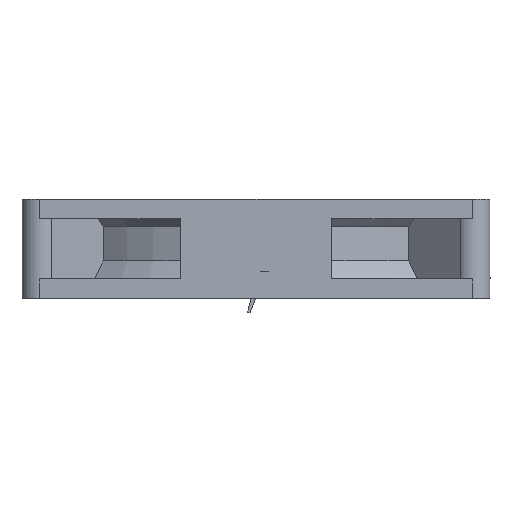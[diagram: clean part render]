
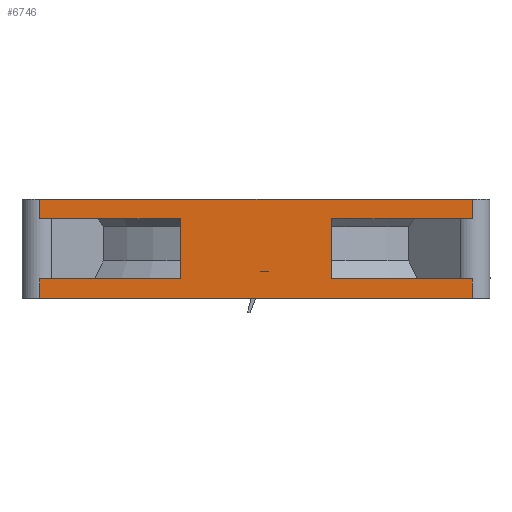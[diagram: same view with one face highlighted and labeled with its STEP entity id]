
A CAD part, front view. The second image highlights one B-rep face of the part: STEP entity #6746.
In plain terms, the highlighted planar face has unit normal (0, -1, 0).
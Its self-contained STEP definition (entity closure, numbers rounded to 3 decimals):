
#159 = VECTOR ( 'NONE', #28424, 1000. ) ;
#185 = VECTOR ( 'NONE', #28018, 1000. ) ;
#203 = VECTOR ( 'NONE', #27921, 1000. ) ;
#211 = VECTOR ( 'NONE', #27890, 1000. ) ;
#212 = VECTOR ( 'NONE', #27863, 1000. ) ;
#215 = VECTOR ( 'NONE', #27856, 1000. ) ;
#220 = VECTOR ( 'NONE', #27814, 1000. ) ;
#222 = VECTOR ( 'NONE', #27686, 1000. ) ;
#239 = VECTOR ( 'NONE', #14964, 1000. ) ;
#241 = VECTOR ( 'NONE', #14958, 1000. ) ;
#5594 = CARTESIAN_POINT ( 'NONE',  ( -55.5, -60., -5. ) ) ;
#5598 = CARTESIAN_POINT ( 'NONE',  ( 19.439, -60., -5. ) ) ;
#5605 = CARTESIAN_POINT ( 'NONE',  ( -55.5, -60., -20.4 ) ) ;
#5609 = CARTESIAN_POINT ( 'NONE',  ( 55.5, -60., -20.4 ) ) ;
#5616 = CARTESIAN_POINT ( 'NONE',  ( 55.5, -60., -5. ) ) ;
#5620 = CARTESIAN_POINT ( 'NONE',  ( 55.5, -60., -25.4 ) ) ;
#5638 = CARTESIAN_POINT ( 'NONE',  ( -55.5, -60., -25.4 ) ) ;
#5642 = CARTESIAN_POINT ( 'NONE',  ( -19.439, -60., -5. ) ) ;
#5648 = CARTESIAN_POINT ( 'NONE',  ( 55.5, -60., 0. ) ) ;
#5649 = CARTESIAN_POINT ( 'NONE',  ( -55.5, -60., 0. ) ) ;
#5665 = CARTESIAN_POINT ( 'NONE',  ( 19.439, -60., -20.4 ) ) ;
#5706 = CARTESIAN_POINT ( 'NONE',  ( -19.439, -60., -20.4 ) ) ;
#5886 = EDGE_CURVE ( 'NONE', #26197, #26165, #27182, .T. ) ;
#5891 = EDGE_CURVE ( 'NONE', #26158, #26169, #27198, .T. ) ;
#5978 = EDGE_CURVE ( 'NONE', #26187, #26169, #14951, .T. ) ;
#5980 = EDGE_CURVE ( 'NONE', #26198, #26197, #14959, .T. ) ;
#6011 = EDGE_CURVE ( 'NONE', #26255, #26154, #27661, .T. ) ;
#6022 = EDGE_CURVE ( 'NONE', #26191, #26255, #27810, .T. ) ;
#6027 = EDGE_CURVE ( 'NONE', #26214, #26147, #27827, .T. ) ;
#6029 = EDGE_CURVE ( 'NONE', #26143, #26191, #27861, .T. ) ;
#6033 = EDGE_CURVE ( 'NONE', #26158, #26214, #27888, .T. ) ;
#6039 = EDGE_CURVE ( 'NONE', #26147, #26165, #27897, .T. ) ;
#6161 = EDGE_CURVE ( 'NONE', #26198, #26143, #28016, .T. ) ;
#6201 = EDGE_CURVE ( 'NONE', #26154, #26187, #28422, .T. ) ;
#6746 = ADVANCED_FACE ( 'NONE', ( #16274 ), #16268, .T. ) ;
#8881 = ORIENTED_EDGE ( 'NONE', *, *, #5980, .F. ) ;
#8887 = ORIENTED_EDGE ( 'NONE', *, *, #6011, .T. ) ;
#8973 = ORIENTED_EDGE ( 'NONE', *, *, #6033, .T. ) ;
#8984 = ORIENTED_EDGE ( 'NONE', *, *, #6201, .T. ) ;
#9080 = ORIENTED_EDGE ( 'NONE', *, *, #5886, .F. ) ;
#9082 = ORIENTED_EDGE ( 'NONE', *, *, #6029, .T. ) ;
#9104 = ORIENTED_EDGE ( 'NONE', *, *, #6027, .T. ) ;
#9113 = ORIENTED_EDGE ( 'NONE', *, *, #5891, .F. ) ;
#9185 = ORIENTED_EDGE ( 'NONE', *, *, #5978, .T. ) ;
#9260 = ORIENTED_EDGE ( 'NONE', *, *, #6161, .T. ) ;
#9262 = ORIENTED_EDGE ( 'NONE', *, *, #6022, .T. ) ;
#9534 = ORIENTED_EDGE ( 'NONE', *, *, #6039, .T. ) ;
#9951 = AXIS2_PLACEMENT_3D ( 'NONE', #16270, #16276, #16277 ) ;
#14951 = LINE ( 'NONE', #14955, #241 ) ;
#14955 = CARTESIAN_POINT ( 'NONE',  ( -60., -60., -25.4 ) ) ;
#14958 = DIRECTION ( 'NONE',  ( 1., 0., 0. ) ) ;
#14959 = LINE ( 'NONE', #14962, #239 ) ;
#14962 = CARTESIAN_POINT ( 'NONE',  ( -65., -60., 0. ) ) ;
#14964 = DIRECTION ( 'NONE',  ( 1., 0., 0. ) ) ;
#16268 = PLANE ( 'NONE',  #9951 ) ;
#16270 = CARTESIAN_POINT ( 'NONE',  ( -60., -60., -25.454 ) ) ;
#16274 = FACE_OUTER_BOUND ( 'NONE', #21002, .T. ) ;
#16276 = DIRECTION ( 'NONE',  ( 0., -1., 0. ) ) ;
#16277 = DIRECTION ( 'NONE',  ( 0., 0., -1. ) ) ;
#20747 = VECTOR ( 'NONE', #27202, 1000. ) ;
#21002 = EDGE_LOOP ( 'NONE', ( #9185, #9113, #8973, #9104, #9534, #9080, #8881, #9260, #9082, #9262, #8887, #8984 ) ) ;
#21109 = VECTOR ( 'NONE', #27186, 1000. ) ;
#26143 = VERTEX_POINT ( 'NONE', #5594 ) ;
#26147 = VERTEX_POINT ( 'NONE', #5598 ) ;
#26154 = VERTEX_POINT ( 'NONE', #5605 ) ;
#26158 = VERTEX_POINT ( 'NONE', #5609 ) ;
#26165 = VERTEX_POINT ( 'NONE', #5616 ) ;
#26169 = VERTEX_POINT ( 'NONE', #5620 ) ;
#26187 = VERTEX_POINT ( 'NONE', #5638 ) ;
#26191 = VERTEX_POINT ( 'NONE', #5642 ) ;
#26197 = VERTEX_POINT ( 'NONE', #5648 ) ;
#26198 = VERTEX_POINT ( 'NONE', #5649 ) ;
#26214 = VERTEX_POINT ( 'NONE', #5665 ) ;
#26255 = VERTEX_POINT ( 'NONE', #5706 ) ;
#27174 = CARTESIAN_POINT ( 'NONE',  ( 55.5, -60., -25.454 ) ) ;
#27182 = LINE ( 'NONE', #27174, #21109 ) ;
#27186 = DIRECTION ( 'NONE',  ( 0., 0., -1. ) ) ;
#27193 = CARTESIAN_POINT ( 'NONE',  ( 55.5, -60., -25.454 ) ) ;
#27198 = LINE ( 'NONE', #27193, #20747 ) ;
#27202 = DIRECTION ( 'NONE',  ( 0., 0., -1. ) ) ;
#27661 = LINE ( 'NONE', #27685, #222 ) ;
#27685 = CARTESIAN_POINT ( 'NONE',  ( -60., -60., -20.4 ) ) ;
#27686 = DIRECTION ( 'NONE',  ( -1., 0., 0. ) ) ;
#27810 = LINE ( 'NONE', #27813, #220 ) ;
#27813 = CARTESIAN_POINT ( 'NONE',  ( -19.439, -60., -25.454 ) ) ;
#27814 = DIRECTION ( 'NONE',  ( 0., 0., -1. ) ) ;
#27827 = LINE ( 'NONE', #27855, #215 ) ;
#27855 = CARTESIAN_POINT ( 'NONE',  ( 19.439, -60., -25.454 ) ) ;
#27856 = DIRECTION ( 'NONE',  ( 0., 0., 1. ) ) ;
#27861 = LINE ( 'NONE', #27862, #212 ) ;
#27862 = CARTESIAN_POINT ( 'NONE',  ( -60., -60., -5. ) ) ;
#27863 = DIRECTION ( 'NONE',  ( 1., 0., 0. ) ) ;
#27888 = LINE ( 'NONE', #27889, #211 ) ;
#27889 = CARTESIAN_POINT ( 'NONE',  ( -60., -60., -20.4 ) ) ;
#27890 = DIRECTION ( 'NONE',  ( -1., 0., 0. ) ) ;
#27897 = LINE ( 'NONE', #27899, #203 ) ;
#27899 = CARTESIAN_POINT ( 'NONE',  ( -60., -60., -5. ) ) ;
#27921 = DIRECTION ( 'NONE',  ( 1., 0., 0. ) ) ;
#28016 = LINE ( 'NONE', #28017, #185 ) ;
#28017 = CARTESIAN_POINT ( 'NONE',  ( -55.5, -60., -25.454 ) ) ;
#28018 = DIRECTION ( 'NONE',  ( 0., 0., -1. ) ) ;
#28422 = LINE ( 'NONE', #28423, #159 ) ;
#28423 = CARTESIAN_POINT ( 'NONE',  ( -55.5, -60., -25.454 ) ) ;
#28424 = DIRECTION ( 'NONE',  ( 0., 0., -1. ) ) ;
